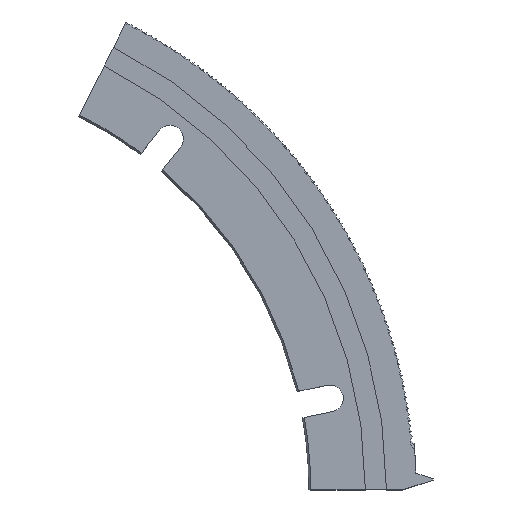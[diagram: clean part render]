
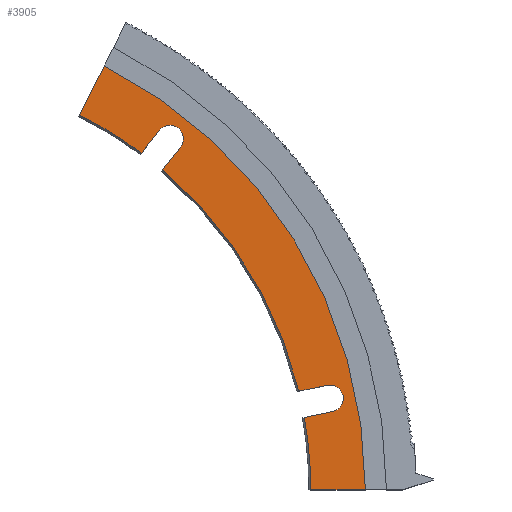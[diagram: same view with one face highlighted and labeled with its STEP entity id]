
A CAD part, top view. The second image highlights one B-rep face of the part: STEP entity #3905.
In plain terms, the highlighted planar face has unit normal (0, 0, 1).
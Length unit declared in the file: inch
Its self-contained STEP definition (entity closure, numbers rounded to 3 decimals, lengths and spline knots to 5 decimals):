
#3 = CARTESIAN_POINT ( 'NONE',  ( 3.47602, 6.9094, 0. ) ) ;
#20 = CARTESIAN_POINT ( 'NONE',  ( 7.11402, 1.70625, 0. ) ) ;
#72 = CARTESIAN_POINT ( 'NONE',  ( 0., 0., 0. ) ) ;
#132 = VECTOR ( 'NONE', #5812, 39.37008 ) ;
#179 = AXIS2_PLACEMENT_3D ( 'NONE', #5938, #790, #2695 ) ;
#224 = DIRECTION ( 'NONE',  ( 1., 0., 0. ) ) ;
#256 = DIRECTION ( 'NONE',  ( 0., 0., 1. ) ) ;
#345 = ORIENTED_EDGE ( 'NONE', *, *, #3576, .T. ) ;
#546 = ORIENTED_EDGE ( 'NONE', *, *, #3826, .F. ) ;
#578 = DIRECTION ( 'NONE',  ( 0., 0., 1. ) ) ;
#583 = ORIENTED_EDGE ( 'NONE', *, *, #4864, .T. ) ;
#685 = EDGE_CURVE ( 'NONE', #5868, #2337, #4707, .T. ) ;
#708 = CARTESIAN_POINT ( 'NONE',  ( 3.06166, 6.08575, 0. ) ) ;
#764 = CARTESIAN_POINT ( 'NONE',  ( 6.8435, 0., 0. ) ) ;
#773 = EDGE_CURVE ( 'NONE', #2337, #923, #2032, .T. ) ;
#788 = PLANE ( 'NONE',  #1416 ) ;
#790 = DIRECTION ( 'NONE',  ( 0., 0., -1. ) ) ;
#814 = FACE_OUTER_BOUND ( 'NONE', #1346, .T. ) ;
#850 = CARTESIAN_POINT ( 'NONE',  ( 7.15865, 1.49209, 0. ) ) ;
#923 = VERTEX_POINT ( 'NONE', #2030 ) ;
#949 = VERTEX_POINT ( 'NONE', #2068 ) ;
#1053 = ORIENTED_EDGE ( 'NONE', *, *, #5775, .F. ) ;
#1145 = DIRECTION ( 'NONE',  ( -0.622, -0.783, 0. ) ) ;
#1192 = ORIENTED_EDGE ( 'NONE', *, *, #5327, .F. ) ;
#1224 = ORIENTED_EDGE ( 'NONE', *, *, #2498, .F. ) ;
#1346 = EDGE_LOOP ( 'NONE', ( #1192, #1053, #5349, #4775, #2621, #546, #345, #4427, #1224, #1560, #1875, #3990, #583, #5177 ) ) ;
#1389 = EDGE_CURVE ( 'NONE', #1830, #5211, #3152, .T. ) ;
#1416 = AXIS2_PLACEMENT_3D ( 'NONE', #4009, #4935, #5997 ) ;
#1445 = DIRECTION ( 'NONE',  ( 1., 0., 0. ) ) ;
#1446 = AXIS2_PLACEMENT_3D ( 'NONE', #72, #3301, #3730 ) ;
#1537 = CARTESIAN_POINT ( 'NONE',  ( 4.72139, 5.58829, 0. ) ) ;
#1560 = ORIENTED_EDGE ( 'NONE', *, *, #1389, .F. ) ;
#1577 = DIRECTION ( 'NONE',  ( 0., 0., 1. ) ) ;
#1621 = CARTESIAN_POINT ( 'NONE',  ( 6.74073, 1.18152, 0. ) ) ;
#1686 = CARTESIAN_POINT ( 'NONE',  ( 7.20329, 1.27793, 0. ) ) ;
#1710 = CARTESIAN_POINT ( 'NONE',  ( 7.20329, 1.27793, 0. ) ) ;
#1801 = AXIS2_PLACEMENT_3D ( 'NONE', #5803, #256, #5895 ) ;
#1830 = VERTEX_POINT ( 'NONE', #4690 ) ;
#1875 = ORIENTED_EDGE ( 'NONE', *, *, #3062, .F. ) ;
#1965 = DIRECTION ( 'NONE',  ( 0.449, 0.893, 0. ) ) ;
#2030 = CARTESIAN_POINT ( 'NONE',  ( 4.0849, 5.49064, 0. ) ) ;
#2032 = LINE ( 'NONE', #3487, #2459 ) ;
#2068 = CARTESIAN_POINT ( 'NONE',  ( 6.65146, 1.60984, 0. ) ) ;
#2106 = DIRECTION ( 'NONE',  ( 1., 0., 0. ) ) ;
#2119 = DIRECTION ( 'NONE',  ( 0., 0., -1. ) ) ;
#2199 = CIRCLE ( 'NONE', #3286, 0.21876 ) ;
#2249 = CARTESIAN_POINT ( 'NONE',  ( 7.11402, 1.70625, 0. ) ) ;
#2266 = DIRECTION ( 'NONE',  ( 1., 0., 0. ) ) ;
#2268 = CARTESIAN_POINT ( 'NONE',  ( 7.7345, 0., 0. ) ) ;
#2337 = VERTEX_POINT ( 'NONE', #2472 ) ;
#2447 = CARTESIAN_POINT ( 'NONE',  ( 4.55014, 5.72441, 0. ) ) ;
#2459 = VECTOR ( 'NONE', #1145, 39.37008 ) ;
#2472 = CARTESIAN_POINT ( 'NONE',  ( 4.37687, 5.85796, 0. ) ) ;
#2498 = EDGE_CURVE ( 'NONE', #5211, #949, #4184, .T. ) ;
#2524 = CARTESIAN_POINT ( 'NONE',  ( 0., 0., 0. ) ) ;
#2572 = EDGE_CURVE ( 'NONE', #5838, #3188, #3841, .T. ) ;
#2621 = ORIENTED_EDGE ( 'NONE', *, *, #685, .F. ) ;
#2640 = EDGE_CURVE ( 'NONE', #5818, #923, #2652, .T. ) ;
#2652 = CIRCLE ( 'NONE', #5193, 6.8435 ) ;
#2695 = DIRECTION ( 'NONE',  ( 1., 0., 0. ) ) ;
#2735 = DIRECTION ( 'NONE',  ( 0., 0., 1. ) ) ;
#2866 = VERTEX_POINT ( 'NONE', #3 ) ;
#2910 = CARTESIAN_POINT ( 'NONE',  ( 4.72139, 5.58829, 0. ) ) ;
#2933 = AXIS2_PLACEMENT_3D ( 'NONE', #2524, #2119, #224 ) ;
#2996 = DIRECTION ( 'NONE',  ( 1., 0., 0. ) ) ;
#3038 = VECTOR ( 'NONE', #5912, 39.37008 ) ;
#3062 = EDGE_CURVE ( 'NONE', #3401, #1830, #4256, .T. ) ;
#3152 = CIRCLE ( 'NONE', #3927, 0.21876 ) ;
#3188 = VERTEX_POINT ( 'NONE', #2268 ) ;
#3286 = AXIS2_PLACEMENT_3D ( 'NONE', #2447, #578, #2106 ) ;
#3301 = DIRECTION ( 'NONE',  ( 0., 0., -1. ) ) ;
#3391 = CARTESIAN_POINT ( 'NONE',  ( 6.8125, 0., 0. ) ) ;
#3401 = VERTEX_POINT ( 'NONE', #1710 ) ;
#3487 = CARTESIAN_POINT ( 'NONE',  ( 4.37687, 5.85796, 0. ) ) ;
#3503 = LINE ( 'NONE', #708, #5277 ) ;
#3559 = VERTEX_POINT ( 'NONE', #2910 ) ;
#3576 = EDGE_CURVE ( 'NONE', #3559, #3814, #5778, .T. ) ;
#3616 = CARTESIAN_POINT ( 'NONE',  ( 4.7689, 5.72441, 0. ) ) ;
#3730 = DIRECTION ( 'NONE',  ( 1., 0., 0. ) ) ;
#3814 = VERTEX_POINT ( 'NONE', #4835 ) ;
#3826 = EDGE_CURVE ( 'NONE', #3559, #5868, #2199, .T. ) ;
#3841 = LINE ( 'NONE', #3391, #4521 ) ;
#3872 = DIRECTION ( 'NONE',  ( 1., 0., 0. ) ) ;
#3905 = ADVANCED_FACE ( 'NONE', ( #814 ), #788, .T. ) ;
#3927 = AXIS2_PLACEMENT_3D ( 'NONE', #850, #2735, #2266 ) ;
#3990 = ORIENTED_EDGE ( 'NONE', *, *, #4860, .T. ) ;
#4009 = CARTESIAN_POINT ( 'NONE',  ( 0., 0., 0. ) ) ;
#4045 = CARTESIAN_POINT ( 'NONE',  ( 3.07559, 6.11345, 0. ) ) ;
#4096 = CIRCLE ( 'NONE', #1446, 6.8435 ) ;
#4184 = LINE ( 'NONE', #2249, #4418 ) ;
#4256 = CIRCLE ( 'NONE', #1801, 0.21876 ) ;
#4418 = VECTOR ( 'NONE', #5132, 39.37008 ) ;
#4427 = ORIENTED_EDGE ( 'NONE', *, *, #4930, .T. ) ;
#4521 = VECTOR ( 'NONE', #1445, 39.37008 ) ;
#4590 = LINE ( 'NONE', #1686, #3038 ) ;
#4690 = CARTESIAN_POINT ( 'NONE',  ( 7.37742, 1.49209, 0. ) ) ;
#4707 = CIRCLE ( 'NONE', #5009, 0.21876 ) ;
#4746 = VERTEX_POINT ( 'NONE', #1621 ) ;
#4775 = ORIENTED_EDGE ( 'NONE', *, *, #773, .F. ) ;
#4835 = CARTESIAN_POINT ( 'NONE',  ( 4.42739, 5.2184, 0. ) ) ;
#4860 = EDGE_CURVE ( 'NONE', #3401, #4746, #4590, .T. ) ;
#4864 = EDGE_CURVE ( 'NONE', #4746, #5838, #5171, .T. ) ;
#4930 = EDGE_CURVE ( 'NONE', #3814, #949, #4096, .T. ) ;
#4935 = DIRECTION ( 'NONE',  ( 0., 0., 1. ) ) ;
#5009 = AXIS2_PLACEMENT_3D ( 'NONE', #5442, #1577, #2996 ) ;
#5132 = DIRECTION ( 'NONE',  ( -0.979, -0.204, 0. ) ) ;
#5169 = CIRCLE ( 'NONE', #2933, 7.7345 ) ;
#5171 = CIRCLE ( 'NONE', #179, 6.8435 ) ;
#5177 = ORIENTED_EDGE ( 'NONE', *, *, #2572, .T. ) ;
#5193 = AXIS2_PLACEMENT_3D ( 'NONE', #5315, #5224, #3872 ) ;
#5211 = VERTEX_POINT ( 'NONE', #20 ) ;
#5224 = DIRECTION ( 'NONE',  ( 0., 0., -1. ) ) ;
#5277 = VECTOR ( 'NONE', #1965, 39.37008 ) ;
#5315 = CARTESIAN_POINT ( 'NONE',  ( 0., 0., 0. ) ) ;
#5327 = EDGE_CURVE ( 'NONE', #2866, #3188, #5169, .T. ) ;
#5349 = ORIENTED_EDGE ( 'NONE', *, *, #2640, .T. ) ;
#5442 = CARTESIAN_POINT ( 'NONE',  ( 4.55014, 5.72441, 0. ) ) ;
#5775 = EDGE_CURVE ( 'NONE', #5818, #2866, #3503, .T. ) ;
#5778 = LINE ( 'NONE', #1537, #132 ) ;
#5803 = CARTESIAN_POINT ( 'NONE',  ( 7.15865, 1.49209, 0. ) ) ;
#5812 = DIRECTION ( 'NONE',  ( -0.622, -0.783, 0. ) ) ;
#5818 = VERTEX_POINT ( 'NONE', #4045 ) ;
#5838 = VERTEX_POINT ( 'NONE', #764 ) ;
#5868 = VERTEX_POINT ( 'NONE', #3616 ) ;
#5895 = DIRECTION ( 'NONE',  ( 1., 0., 0. ) ) ;
#5912 = DIRECTION ( 'NONE',  ( -0.979, -0.204, 0. ) ) ;
#5938 = CARTESIAN_POINT ( 'NONE',  ( 0., 0., 0. ) ) ;
#5997 = DIRECTION ( 'NONE',  ( 1., 0., 0. ) ) ;
